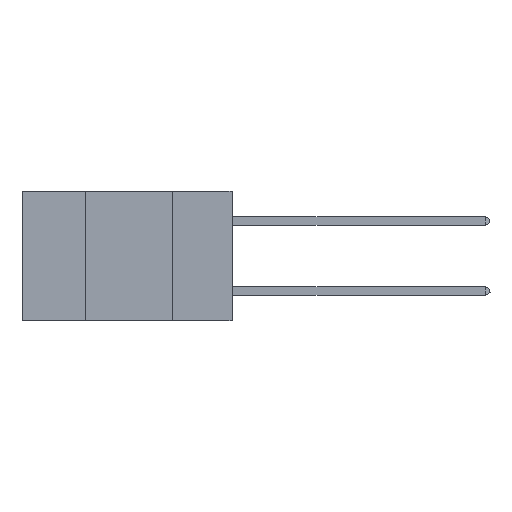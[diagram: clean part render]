
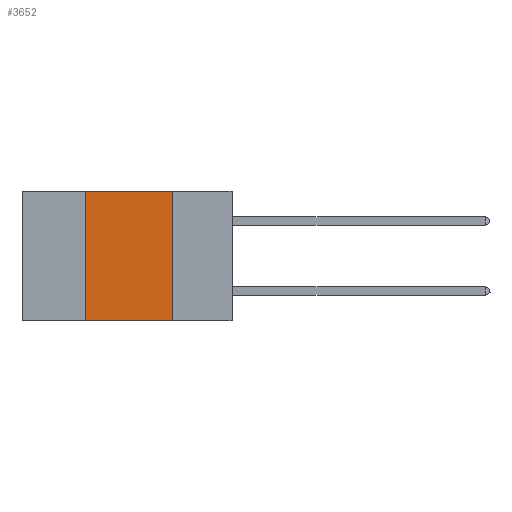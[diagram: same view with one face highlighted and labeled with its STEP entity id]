
A CAD part, left-side view. The second image highlights one B-rep face of the part: STEP entity #3652.
In plain terms, the highlighted planar face has unit normal (-1, 0, 0).
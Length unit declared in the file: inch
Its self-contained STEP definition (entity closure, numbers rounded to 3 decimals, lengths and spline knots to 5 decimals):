
#150 = VECTOR ( 'NONE', #9299, 39.37008 ) ;
#2045 = DIRECTION ( 'NONE',  ( 1., 0., 0. ) ) ;
#2083 = ORIENTED_EDGE ( 'NONE', *, *, #11463, .T. ) ;
#2416 = LINE ( 'NONE', #3694, #9137 ) ;
#2427 = LINE ( 'NONE', #2647, #4906 ) ;
#2528 = CARTESIAN_POINT ( 'NONE',  ( 0., 0.42, -0.37 ) ) ;
#2601 = VERTEX_POINT ( 'NONE', #11484 ) ;
#2647 = CARTESIAN_POINT ( 'NONE',  ( 0., 0.42, 0. ) ) ;
#2669 = LINE ( 'NONE', #8227, #150 ) ;
#3421 = FACE_OUTER_BOUND ( 'NONE', #6764, .T. ) ;
#3652 = ADVANCED_FACE ( 'NONE', ( #3421 ), #5876, .F. ) ;
#3694 = CARTESIAN_POINT ( 'NONE',  ( 0., 0.6, 0. ) ) ;
#3828 = DIRECTION ( 'NONE',  ( 0., -1., 0. ) ) ;
#4023 = DIRECTION ( 'NONE',  ( 0., 0., -1. ) ) ;
#4206 = ORIENTED_EDGE ( 'NONE', *, *, #12148, .F. ) ;
#4293 = CARTESIAN_POINT ( 'NONE',  ( 0., 0.17, -0.37 ) ) ;
#4906 = VECTOR ( 'NONE', #9663, 39.37008 ) ;
#5288 = VECTOR ( 'NONE', #3828, 39.37008 ) ;
#5876 = PLANE ( 'NONE',  #6210 ) ;
#5979 = VERTEX_POINT ( 'NONE', #10555 ) ;
#6197 = ORIENTED_EDGE ( 'NONE', *, *, #6791, .F. ) ;
#6210 = AXIS2_PLACEMENT_3D ( 'NONE', #10544, #2045, #4023 ) ;
#6418 = DIRECTION ( 'NONE',  ( 0., -1., 0. ) ) ;
#6764 = EDGE_LOOP ( 'NONE', ( #4206, #9241, #6197, #2083 ) ) ;
#6791 = EDGE_CURVE ( 'NONE', #9645, #2601, #2427, .T. ) ;
#6995 = VERTEX_POINT ( 'NONE', #4293 ) ;
#7516 = EDGE_CURVE ( 'NONE', #2601, #5979, #2416, .T. ) ;
#7553 = CARTESIAN_POINT ( 'NONE',  ( 0., 0.6, -0.37 ) ) ;
#7784 = LINE ( 'NONE', #7553, #5288 ) ;
#8227 = CARTESIAN_POINT ( 'NONE',  ( 0., 0.17, 0. ) ) ;
#9137 = VECTOR ( 'NONE', #6418, 39.37008 ) ;
#9241 = ORIENTED_EDGE ( 'NONE', *, *, #7516, .F. ) ;
#9299 = DIRECTION ( 'NONE',  ( 0., 0., -1. ) ) ;
#9645 = VERTEX_POINT ( 'NONE', #2528 ) ;
#9663 = DIRECTION ( 'NONE',  ( 0., 0., 1. ) ) ;
#10544 = CARTESIAN_POINT ( 'NONE',  ( 0., 0.6, 0. ) ) ;
#10555 = CARTESIAN_POINT ( 'NONE',  ( 0., 0.17, 0. ) ) ;
#11463 = EDGE_CURVE ( 'NONE', #9645, #6995, #7784, .T. ) ;
#11484 = CARTESIAN_POINT ( 'NONE',  ( 0., 0.42, 0. ) ) ;
#12148 = EDGE_CURVE ( 'NONE', #5979, #6995, #2669, .T. ) ;
